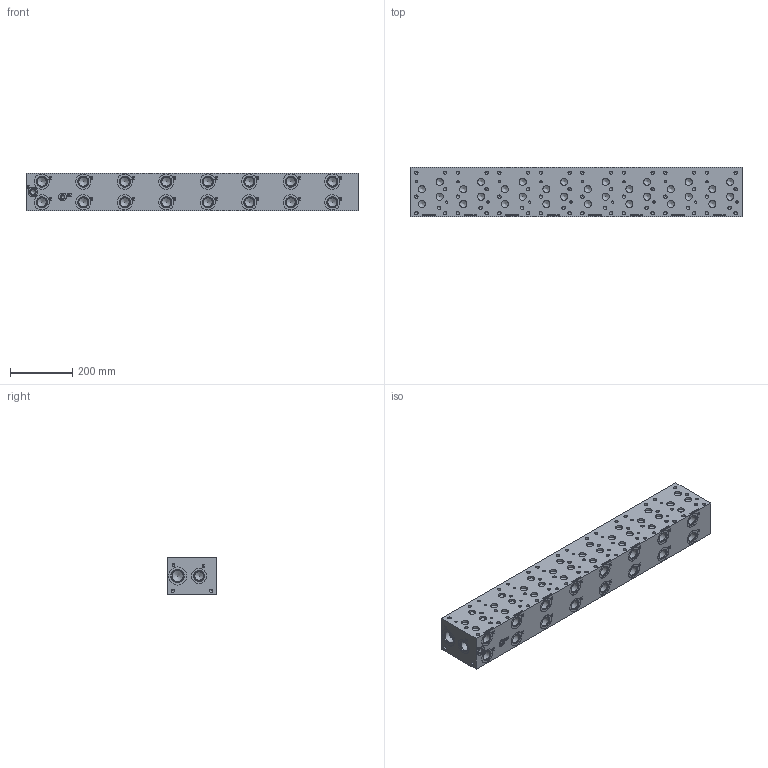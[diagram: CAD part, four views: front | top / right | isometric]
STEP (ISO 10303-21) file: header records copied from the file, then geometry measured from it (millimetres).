
FILE_DESCRIPTION((''),'2;1');
FILE_NAME('AD08P085S.stp','2016-05-27T09:00:11',('trevorh'),(''),'Autodesk Inventor 2013','Autodesk Inventor 2013','');
FILE_SCHEMA(('AUTOMOTIVE_DESIGN { 1 0 10303 214 1 1 1 1 }'));
Length unit declared in the file: millimetre
Products named in the file (1): AD08P085S
Bounding box: 1066.8 x 158.75 x 120.65 mm (x, y, z)
Volume: 19542328.8 mm3; surface area: 792649.3 mm2
Topology: 1 solids, 1 shells, 2498 faces, 6471 edges, 4256 vertices
Faces by surface type: plane 1512, bspline 638, cylinder 196, cone 152
Full cylindrical faces by diameter (mm): 7.137 x16, 10.719 x53, 11.113 x1, 11.125 x7, 12.9 x1, 14.3 x1, 15.596 x1, 17.501 x1, 20.599 x1, 23.012 x30, 23.017 x2, 25.019 x1, 26.975 x2, 28.575 x16, 30.251 x1, 31.267 x18, 35.509 x18, 35.712 x2, 39.218 x2, 43.51 x2, 48.971 x18, 57.963 x2
Entity records: 76125 total; most frequent: CARTESIAN_POINT 21338, ORIENTED_EDGE 11986, DIRECTION 8831, EDGE_CURVE 5993, VECTOR 4325, LINE 4325, VERTEX_POINT 4126, EDGE_LOOP 3127
